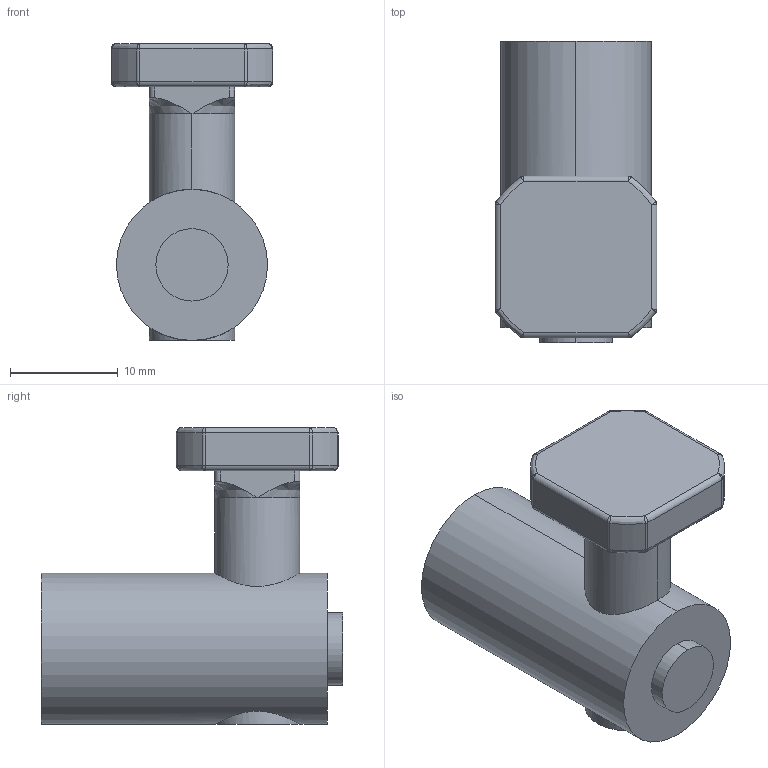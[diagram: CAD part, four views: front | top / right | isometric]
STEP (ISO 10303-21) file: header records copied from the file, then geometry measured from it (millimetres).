
FILE_DESCRIPTION (( 'STEP AP214' ), '1' );
FILE_NAME ('7128240', '2019-02-04T10:14:14', ( '' ), ('JUGARD+KÜNSTNER GmbH'), 'SwSTEP 2.0', 'SolidWorks 2017', '' );
FILE_SCHEMA (( 'AUTOMOTIVE_DESIGN' ));
Length unit declared in the file: millimetre
Products named in the file (1): 7128240_CNAJF00
Bounding box: 15 x 27.9 x 27.5 mm (x, y, z)
Volume: 5102.8 mm3; surface area: 2506.5 mm2
Topology: 1 solids, 1 shells, 84 faces, 194 edges, 100 vertices
Faces by surface type: cylinder 34, bspline 28, plane 22
Entity records: 2994 total; most frequent: CARTESIAN_POINT 1291, ORIENTED_EDGE 356, DIRECTION 342, EDGE_CURVE 178, AXIS2_PLACEMENT_3D 135, VERTEX_POINT 100, EDGE_LOOP 88, ADVANCED_FACE 84
